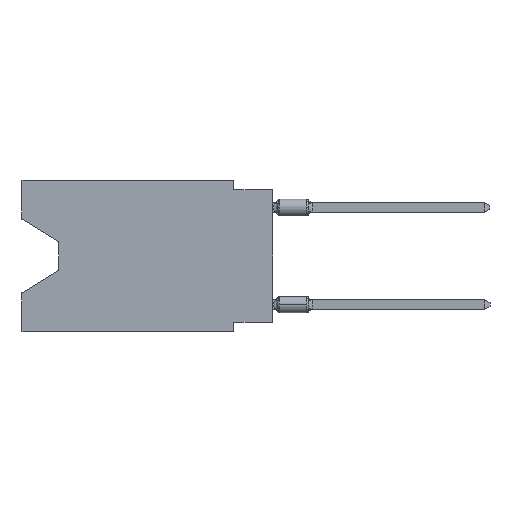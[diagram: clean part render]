
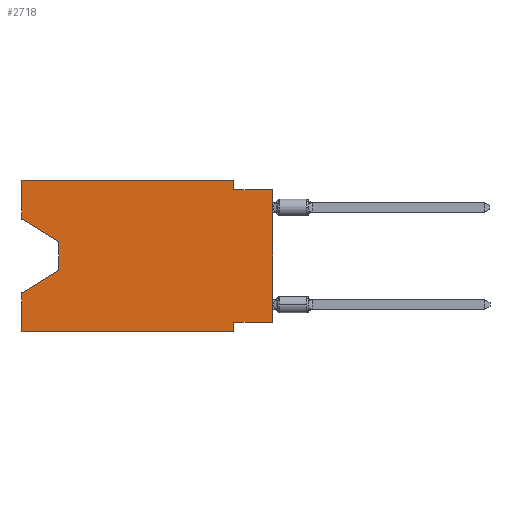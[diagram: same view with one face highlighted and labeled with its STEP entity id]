
A CAD part, left-side view. The second image highlights one B-rep face of the part: STEP entity #2718.
In plain terms, the highlighted planar face has unit normal (-1, 0, 0).
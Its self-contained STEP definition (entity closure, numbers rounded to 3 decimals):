
#186 = FACE_OUTER_BOUND ( 'NONE', #10414, .T. ) ;
#507 = DIRECTION ( 'NONE',  ( 0., 0., -1. ) ) ;
#651 = CARTESIAN_POINT ( 'NONE',  ( 0., 16.383, -2.546 ) ) ;
#938 = LINE ( 'NONE', #8935, #13019 ) ;
#1213 = VERTEX_POINT ( 'NONE', #8177 ) ;
#1255 = VERTEX_POINT ( 'NONE', #12844 ) ;
#1387 = VERTEX_POINT ( 'NONE', #14945 ) ;
#1559 = VERTEX_POINT ( 'NONE', #2912 ) ;
#1580 = CARTESIAN_POINT ( 'NONE',  ( 0., 2.54, -9.906 ) ) ;
#1691 = CARTESIAN_POINT ( 'NONE',  ( 0., 0., -0.635 ) ) ;
#1715 = LINE ( 'NONE', #7596, #12539 ) ;
#1903 = LINE ( 'NONE', #1691, #17620 ) ;
#2642 = EDGE_CURVE ( 'NONE', #14809, #1387, #10514, .T. ) ;
#2718 = ADVANCED_FACE ( 'NONE', ( #186 ), #7774, .F. ) ;
#2912 = CARTESIAN_POINT ( 'NONE',  ( 0., 16.383, -7.36 ) ) ;
#3548 = CARTESIAN_POINT ( 'NONE',  ( 0., 16.383, 0. ) ) ;
#3581 = DIRECTION ( 'NONE',  ( 0., 1., 0. ) ) ;
#4060 = EDGE_CURVE ( 'NONE', #18114, #6659, #15888, .T. ) ;
#4093 = ORIENTED_EDGE ( 'NONE', *, *, #9028, .F. ) ;
#4136 = DIRECTION ( 'NONE',  ( 0., 0., 1. ) ) ;
#4150 = CARTESIAN_POINT ( 'NONE',  ( 0., 16.383, -2.546 ) ) ;
#4226 = CARTESIAN_POINT ( 'NONE',  ( 0., 16.383, 0. ) ) ;
#4657 = EDGE_CURVE ( 'NONE', #14809, #1559, #14962, .T. ) ;
#5350 = VECTOR ( 'NONE', #14479, 1000. ) ;
#5665 = VERTEX_POINT ( 'NONE', #14563 ) ;
#5741 = CARTESIAN_POINT ( 'NONE',  ( 0., 16.383, -9.906 ) ) ;
#6251 = DIRECTION ( 'NONE',  ( 1., 0., 0. ) ) ;
#6356 = DIRECTION ( 'NONE',  ( 0., 0., -1. ) ) ;
#6387 = VERTEX_POINT ( 'NONE', #12308 ) ;
#6445 = CARTESIAN_POINT ( 'NONE',  ( 0., 16.383, 0. ) ) ;
#6659 = VERTEX_POINT ( 'NONE', #16225 ) ;
#6670 = DIRECTION ( 'NONE',  ( 0., 0., -1. ) ) ;
#6905 = VECTOR ( 'NONE', #3581, 1000. ) ;
#6929 = CARTESIAN_POINT ( 'NONE',  ( 0., 2.54, -0.635 ) ) ;
#7178 = LINE ( 'NONE', #4150, #17263 ) ;
#7440 = ORIENTED_EDGE ( 'NONE', *, *, #15734, .F. ) ;
#7596 = CARTESIAN_POINT ( 'NONE',  ( 0., 13.97, -4.013 ) ) ;
#7742 = EDGE_CURVE ( 'NONE', #5665, #6387, #11185, .T. ) ;
#7774 = PLANE ( 'NONE',  #17946 ) ;
#7866 = ORIENTED_EDGE ( 'NONE', *, *, #19893, .T. ) ;
#8006 = CARTESIAN_POINT ( 'NONE',  ( 0., 16.383, 0. ) ) ;
#8177 = CARTESIAN_POINT ( 'NONE',  ( 0., 0., -0.635 ) ) ;
#8545 = VERTEX_POINT ( 'NONE', #6929 ) ;
#8569 = VECTOR ( 'NONE', #8779, 1000. ) ;
#8779 = DIRECTION ( 'NONE',  ( 0., -1., 0. ) ) ;
#8799 = VECTOR ( 'NONE', #4136, 1000. ) ;
#8935 = CARTESIAN_POINT ( 'NONE',  ( 0., 13.97, -5.893 ) ) ;
#9028 = EDGE_CURVE ( 'NONE', #6659, #8545, #18442, .T. ) ;
#9298 = EDGE_CURVE ( 'NONE', #5665, #1213, #18306, .T. ) ;
#9427 = EDGE_CURVE ( 'NONE', #8545, #1213, #1903, .T. ) ;
#9559 = VECTOR ( 'NONE', #14955, 1000. ) ;
#9808 = CARTESIAN_POINT ( 'NONE',  ( 0., 16.383, -9.906 ) ) ;
#10196 = VECTOR ( 'NONE', #507, 1000. ) ;
#10227 = VECTOR ( 'NONE', #14180, 1000. ) ;
#10233 = VECTOR ( 'NONE', #15753, 1000. ) ;
#10244 = VERTEX_POINT ( 'NONE', #651 ) ;
#10344 = DIRECTION ( 'NONE',  ( 0., 0.855, -0.519 ) ) ;
#10414 = EDGE_LOOP ( 'NONE', ( #18301, #15838, #7866, #13921, #12581, #7440, #13272, #16817, #18860, #4093, #16460, #10452 ) ) ;
#10452 = ORIENTED_EDGE ( 'NONE', *, *, #16121, .F. ) ;
#10514 = LINE ( 'NONE', #5741, #8569 ) ;
#11185 = LINE ( 'NONE', #19053, #6905 ) ;
#11630 = VERTEX_POINT ( 'NONE', #17149 ) ;
#12308 = CARTESIAN_POINT ( 'NONE',  ( 0., 2.54, -9.271 ) ) ;
#12539 = VECTOR ( 'NONE', #6670, 1000. ) ;
#12581 = ORIENTED_EDGE ( 'NONE', *, *, #2642, .T. ) ;
#12800 = LINE ( 'NONE', #1580, #10233 ) ;
#12844 = CARTESIAN_POINT ( 'NONE',  ( 0., 13.97, -4.013 ) ) ;
#12953 = LINE ( 'NONE', #3548, #5350 ) ;
#13019 = VECTOR ( 'NONE', #10344, 1000. ) ;
#13158 = DIRECTION ( 'NONE',  ( 0., -0.855, -0.519 ) ) ;
#13242 = EDGE_CURVE ( 'NONE', #10244, #1255, #7178, .T. ) ;
#13272 = ORIENTED_EDGE ( 'NONE', *, *, #7742, .F. ) ;
#13921 = ORIENTED_EDGE ( 'NONE', *, *, #4657, .F. ) ;
#14150 = CARTESIAN_POINT ( 'NONE',  ( 0., 16.383, 0. ) ) ;
#14180 = DIRECTION ( 'NONE',  ( 0., -1., 0. ) ) ;
#14479 = DIRECTION ( 'NONE',  ( 0., 0., 1. ) ) ;
#14563 = CARTESIAN_POINT ( 'NONE',  ( 0., 0., -9.271 ) ) ;
#14809 = VERTEX_POINT ( 'NONE', #9808 ) ;
#14945 = CARTESIAN_POINT ( 'NONE',  ( 0., 2.54, -9.906 ) ) ;
#14955 = DIRECTION ( 'NONE',  ( 0., 0., 1. ) ) ;
#14962 = LINE ( 'NONE', #4226, #8799 ) ;
#15165 = CARTESIAN_POINT ( 'NONE',  ( 0., 0., 0. ) ) ;
#15734 = EDGE_CURVE ( 'NONE', #6387, #1387, #12800, .T. ) ;
#15753 = DIRECTION ( 'NONE',  ( 0., 0., -1. ) ) ;
#15838 = ORIENTED_EDGE ( 'NONE', *, *, #17702, .T. ) ;
#15888 = LINE ( 'NONE', #8006, #10227 ) ;
#16121 = EDGE_CURVE ( 'NONE', #10244, #18114, #12953, .T. ) ;
#16225 = CARTESIAN_POINT ( 'NONE',  ( 0., 2.54, 0. ) ) ;
#16460 = ORIENTED_EDGE ( 'NONE', *, *, #4060, .F. ) ;
#16817 = ORIENTED_EDGE ( 'NONE', *, *, #9298, .T. ) ;
#16941 = CARTESIAN_POINT ( 'NONE',  ( 0., 2.54, 0. ) ) ;
#17149 = CARTESIAN_POINT ( 'NONE',  ( 0., 13.97, -5.893 ) ) ;
#17263 = VECTOR ( 'NONE', #13158, 1000. ) ;
#17620 = VECTOR ( 'NONE', #18785, 1000. ) ;
#17702 = EDGE_CURVE ( 'NONE', #1255, #11630, #1715, .T. ) ;
#17946 = AXIS2_PLACEMENT_3D ( 'NONE', #14150, #6251, #6356 ) ;
#18114 = VERTEX_POINT ( 'NONE', #6445 ) ;
#18301 = ORIENTED_EDGE ( 'NONE', *, *, #13242, .T. ) ;
#18306 = LINE ( 'NONE', #15165, #9559 ) ;
#18442 = LINE ( 'NONE', #16941, #10196 ) ;
#18785 = DIRECTION ( 'NONE',  ( 0., -1., 0. ) ) ;
#18860 = ORIENTED_EDGE ( 'NONE', *, *, #9427, .F. ) ;
#19053 = CARTESIAN_POINT ( 'NONE',  ( 0., 0., -9.271 ) ) ;
#19893 = EDGE_CURVE ( 'NONE', #11630, #1559, #938, .T. ) ;
